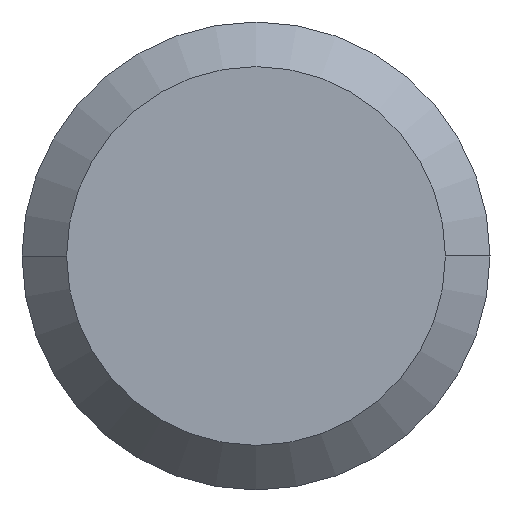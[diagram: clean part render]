
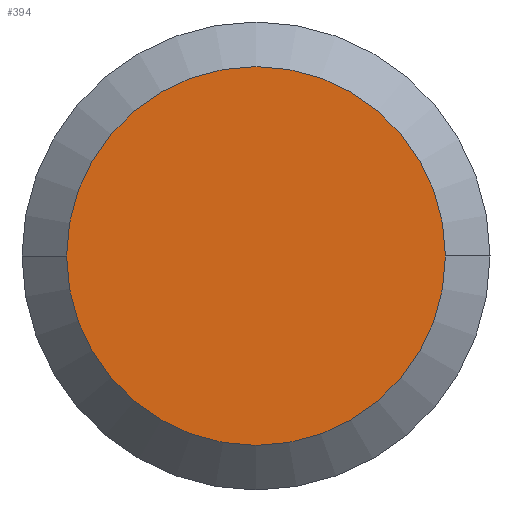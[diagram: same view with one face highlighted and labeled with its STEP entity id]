
A CAD part, left-side view. The second image highlights one B-rep face of the part: STEP entity #394.
In plain terms, the highlighted planar face has unit normal (-1, 0, 0).
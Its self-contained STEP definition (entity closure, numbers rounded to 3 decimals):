
#33 = AXIS2_PLACEMENT_3D ( 'NONE', #476, #67, #163 ) ;
#34 = DIRECTION ( 'NONE',  ( 0., -1., 0. ) ) ;
#46 = AXIS2_PLACEMENT_3D ( 'NONE', #111, #166, #34 ) ;
#57 = CARTESIAN_POINT ( 'NONE',  ( 0., 0., 0. ) ) ;
#67 = DIRECTION ( 'NONE',  ( 1., 0., 0. ) ) ;
#98 = VERTEX_POINT ( 'NONE', #171 ) ;
#111 = CARTESIAN_POINT ( 'NONE',  ( 0., 0., 0. ) ) ;
#163 = DIRECTION ( 'NONE',  ( 0., 1., 0. ) ) ;
#164 = CARTESIAN_POINT ( 'NONE',  ( 0., 3.238, 0. ) ) ;
#166 = DIRECTION ( 'NONE',  ( -1., 0., 0. ) ) ;
#171 = CARTESIAN_POINT ( 'NONE',  ( 0., -3.238, 0. ) ) ;
#236 = DIRECTION ( 'NONE',  ( 0., 1., 0. ) ) ;
#279 = CIRCLE ( 'NONE', #33, 3.238 ) ;
#280 = EDGE_CURVE ( 'NONE', #440, #98, #416, .T. ) ;
#326 = FACE_OUTER_BOUND ( 'NONE', #346, .T. ) ;
#346 = EDGE_LOOP ( 'NONE', ( #453, #526 ) ) ;
#362 = AXIS2_PLACEMENT_3D ( 'NONE', #57, #377, #236 ) ;
#377 = DIRECTION ( 'NONE',  ( 1., 0., 0. ) ) ;
#383 = EDGE_CURVE ( 'NONE', #98, #440, #279, .T. ) ;
#394 = ADVANCED_FACE ( 'NONE', ( #326 ), #435, .T. ) ;
#416 = CIRCLE ( 'NONE', #362, 3.238 ) ;
#435 = PLANE ( 'NONE',  #46 ) ;
#440 = VERTEX_POINT ( 'NONE', #164 ) ;
#453 = ORIENTED_EDGE ( 'NONE', *, *, #280, .F. ) ;
#476 = CARTESIAN_POINT ( 'NONE',  ( 0., 0., 0. ) ) ;
#526 = ORIENTED_EDGE ( 'NONE', *, *, #383, .F. ) ;
